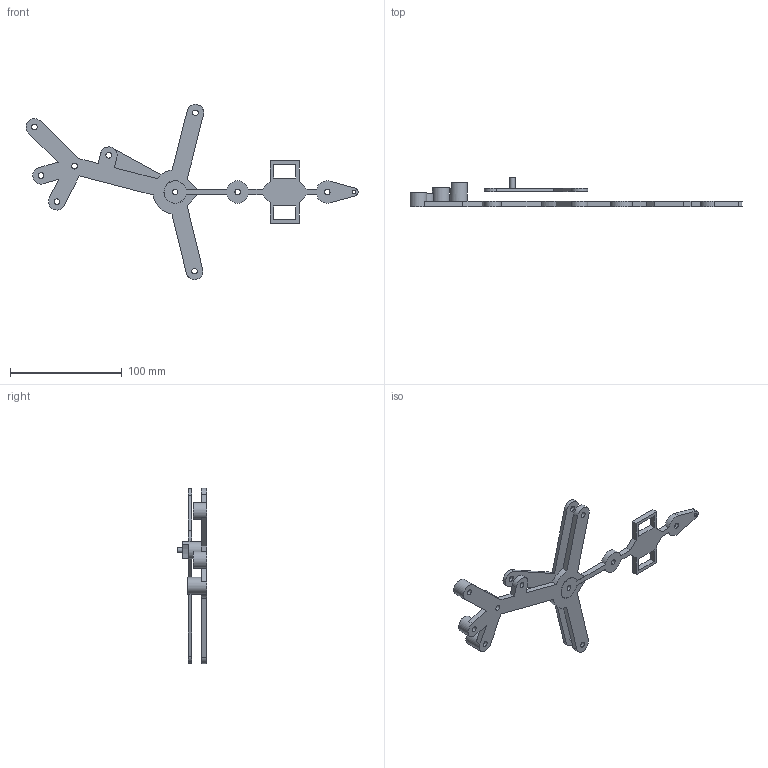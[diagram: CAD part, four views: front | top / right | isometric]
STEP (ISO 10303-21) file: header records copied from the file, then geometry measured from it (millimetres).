
FILE_DESCRIPTION(/* description */ (''),/* implementation_level */ '2;1');
FILE_NAME(/* name */ 'mainframe.step',/* time_stamp */ '2025-12-01T21:20:27-08:00',/* author */ (''),/* organization */ (''),/* preprocessor_version */ 'ST-DEVELOPER v20.1',/* originating_system */ 'Autodesk Translation Framework v14.21.0.0',/* authorisation */ '');
FILE_SCHEMA (('AUTOMOTIVE_DESIGN { 1 0 10303 214 3 1 1 }'));
Length unit declared in the file: millimetre
Products named in the file (1): mainframe
Bounding box: 297.25 x 26.6 x 156.79 mm (x, y, z)
Volume: 56667.7 mm3; surface area: 35061.4 mm2
Topology: 3 solids, 3 shells, 110 faces, 304 edges, 201 vertices
Faces by surface type: plane 69, cylinder 41
Full cylindrical faces by diameter (mm): 3 x1, 4.9 x4, 5 x8, 5.2 x3, 15 x3, 15.517 x1
Entity records: 3631 total; most frequent: CARTESIAN_POINT 616, DIRECTION 614, ORIENTED_EDGE 608, EDGE_CURVE 304, LINE 216, VECTOR 216, VERTEX_POINT 201, AXIS2_PLACEMENT_3D 199
